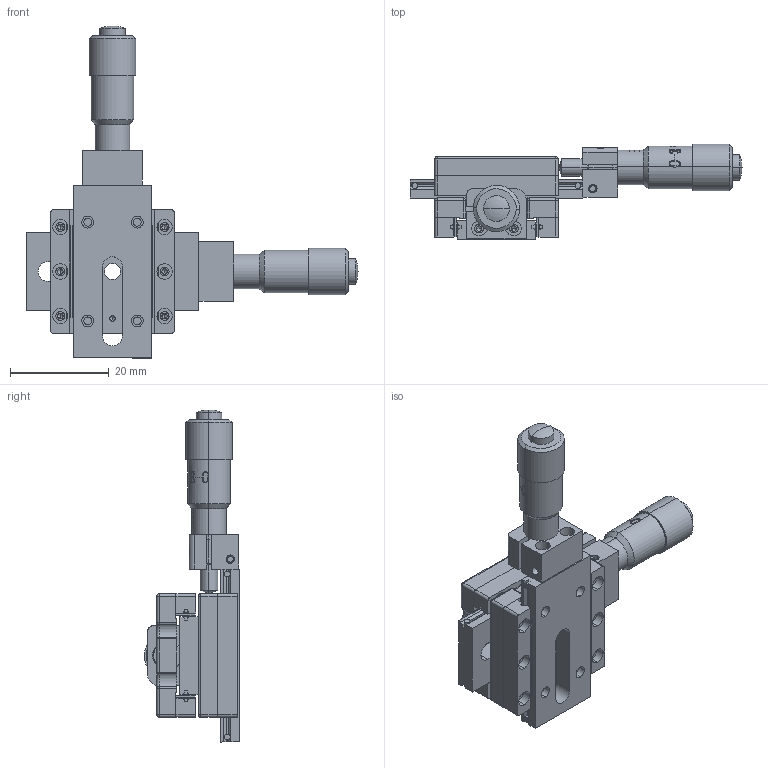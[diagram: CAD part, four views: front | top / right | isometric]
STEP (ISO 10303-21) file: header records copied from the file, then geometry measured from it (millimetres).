
FILE_DESCRIPTION (( 'STEP AP203' ), '1' );
FILE_NAME ('56LTS-2LM.STEP', '2016-04-29T07:03:36', ( '' ), ( '' ), 'SwSTEP 2.0', 'SolidWorks 2016', '' );
FILE_SCHEMA (( 'CONFIG_CONTROL_DESIGN' ));
Length unit declared in the file: millimetre
Products named in the file (1): 56LTS-2LM
Bounding box: 67.2 x 19.3 x 67.2 mm (x, y, z)
Volume: 13402.7 mm3; surface area: 16108.7 mm2
Topology: 42 solids, 42 shells, 1664 faces, 4332 edges, 2756 vertices
Faces by surface type: plane 666, cylinder 622, bspline 250, cone 86, sphere 28, torus 12
Entity records: 70345 total; most frequent: CARTESIAN_POINT 31741, ORIENTED_EDGE 8488, DIRECTION 7252, EDGE_CURVE 4244, VERTEX_POINT 2756, AXIS2_PLACEMENT_3D 2675, LINE 1902, VECTOR 1902
